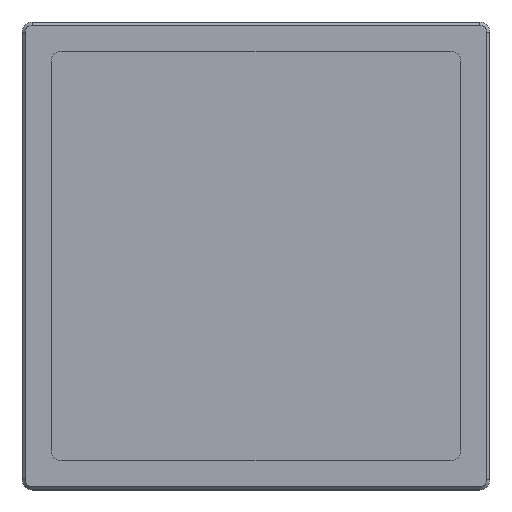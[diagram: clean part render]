
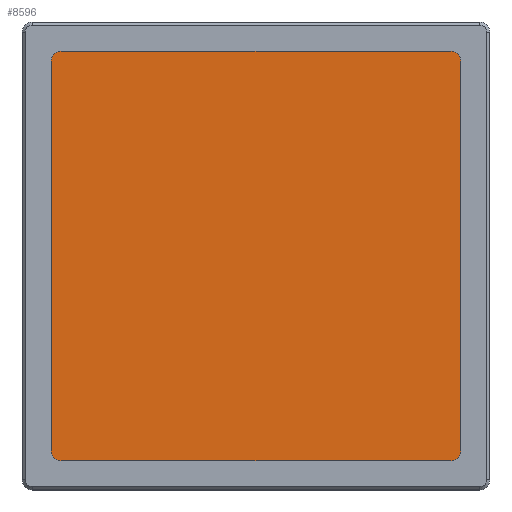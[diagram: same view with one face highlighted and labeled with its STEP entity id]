
A CAD part, top view. The second image highlights one B-rep face of the part: STEP entity #8596.
In plain terms, the highlighted planar face has unit normal (0, 0, 1).
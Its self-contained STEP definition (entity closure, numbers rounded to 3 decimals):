
#23 = DIRECTION ( 'NONE',  ( 1., 0., 0. ) ) ;
#804 = CARTESIAN_POINT ( 'NONE',  ( -21., -21., 68. ) ) ;
#969 = VERTEX_POINT ( 'NONE', #804 ) ;
#1164 = CARTESIAN_POINT ( 'NONE',  ( -21., 21., 68. ) ) ;
#1239 = DIRECTION ( 'NONE',  ( 0., -1., 0. ) ) ;
#1391 = PLANE ( 'NONE',  #10757 ) ;
#1993 = EDGE_LOOP ( 'NONE', ( #12501, #13348, #3579, #2823 ) ) ;
#2030 = EDGE_CURVE ( 'NONE', #3386, #969, #10084, .T. ) ;
#2188 = CARTESIAN_POINT ( 'NONE',  ( 21., 21., 68. ) ) ;
#2294 = CARTESIAN_POINT ( 'NONE',  ( 21., -21., 68. ) ) ;
#2823 = ORIENTED_EDGE ( 'NONE', *, *, #6598, .T. ) ;
#3386 = VERTEX_POINT ( 'NONE', #7590 ) ;
#3423 = LINE ( 'NONE', #2294, #4102 ) ;
#3530 = VECTOR ( 'NONE', #23, 1000. ) ;
#3579 = ORIENTED_EDGE ( 'NONE', *, *, #2030, .T. ) ;
#3945 = VERTEX_POINT ( 'NONE', #6453 ) ;
#4102 = VECTOR ( 'NONE', #8382, 1000. ) ;
#4778 = VECTOR ( 'NONE', #1239, 1000. ) ;
#4779 = FACE_OUTER_BOUND ( 'NONE', #1993, .T. ) ;
#4906 = EDGE_CURVE ( 'NONE', #3945, #7162, #3423, .T. ) ;
#5877 = CARTESIAN_POINT ( 'NONE',  ( -0.151, 1.058, 68. ) ) ;
#6045 = CARTESIAN_POINT ( 'NONE',  ( 21., 21., 68. ) ) ;
#6453 = CARTESIAN_POINT ( 'NONE',  ( 21., -21., 68. ) ) ;
#6598 = EDGE_CURVE ( 'NONE', #969, #3945, #10263, .T. ) ;
#7162 = VERTEX_POINT ( 'NONE', #6045 ) ;
#7590 = CARTESIAN_POINT ( 'NONE',  ( -21., 21., 68. ) ) ;
#8382 = DIRECTION ( 'NONE',  ( 0., 1., 0. ) ) ;
#8596 = ADVANCED_FACE ( 'NONE', ( #4779 ), #1391, .T. ) ;
#9391 = DIRECTION ( 'NONE',  ( 1., 0., 0. ) ) ;
#9430 = EDGE_CURVE ( 'NONE', #7162, #3386, #14749, .T. ) ;
#10084 = LINE ( 'NONE', #1164, #4778 ) ;
#10263 = LINE ( 'NONE', #12644, #3530 ) ;
#10597 = DIRECTION ( 'NONE',  ( 0., 0., 1. ) ) ;
#10739 = VECTOR ( 'NONE', #13624, 1000. ) ;
#10757 = AXIS2_PLACEMENT_3D ( 'NONE', #5877, #10597, #9391 ) ;
#12501 = ORIENTED_EDGE ( 'NONE', *, *, #4906, .T. ) ;
#12644 = CARTESIAN_POINT ( 'NONE',  ( -21., -21., 68. ) ) ;
#13348 = ORIENTED_EDGE ( 'NONE', *, *, #9430, .T. ) ;
#13624 = DIRECTION ( 'NONE',  ( -1., 0., 0. ) ) ;
#14749 = LINE ( 'NONE', #2188, #10739 ) ;
